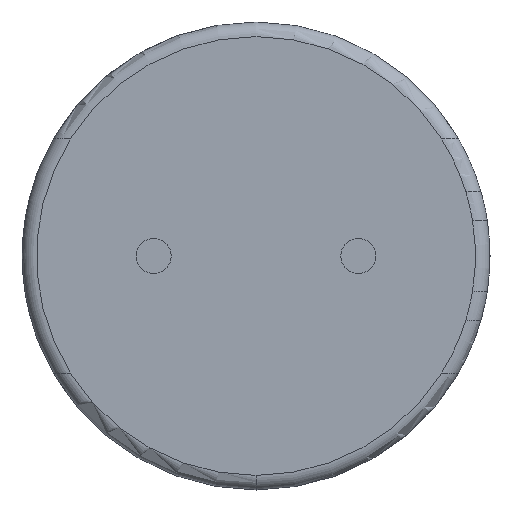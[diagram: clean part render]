
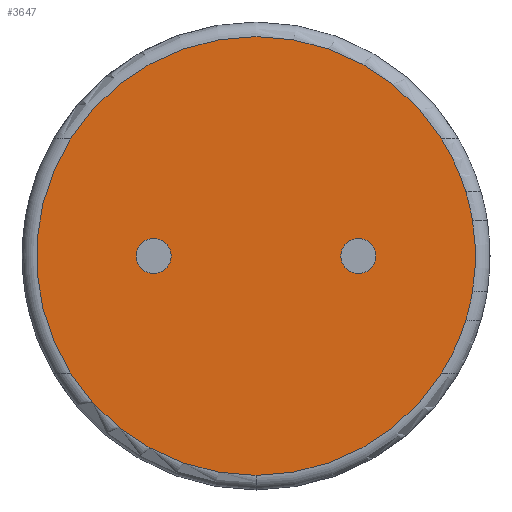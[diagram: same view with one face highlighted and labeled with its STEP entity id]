
A CAD part, front view. The second image highlights one B-rep face of the part: STEP entity #3647.
In plain terms, the highlighted planar face has unit normal (0, -1, 0).
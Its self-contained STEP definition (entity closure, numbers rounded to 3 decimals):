
#320 = PLANE ( 'NONE',  #686 ) ;
#323 = CARTESIAN_POINT ( 'NONE',  ( 0., 0., 0. ) ) ;
#331 = DIRECTION ( 'NONE',  ( 0., -1., 0. ) ) ;
#332 = DIRECTION ( 'NONE',  ( 0., 0., -1. ) ) ;
#342 = CIRCLE ( 'NONE', #901, 3.75 ) ;
#547 = CARTESIAN_POINT ( 'NONE',  ( 0., 0., 0. ) ) ;
#553 = DIRECTION ( 'NONE',  ( 0., -1., 0. ) ) ;
#554 = DIRECTION ( 'NONE',  ( 0., 0., -1. ) ) ;
#558 = CARTESIAN_POINT ( 'NONE',  ( 1.75, 0., 0. ) ) ;
#559 = DIRECTION ( 'NONE',  ( 0., -1., 0. ) ) ;
#560 = DIRECTION ( 'NONE',  ( 0., 0., -1. ) ) ;
#572 = CARTESIAN_POINT ( 'NONE',  ( 0., 0., 0. ) ) ;
#575 = CARTESIAN_POINT ( 'NONE',  ( -1.75, 0., 0. ) ) ;
#578 = CARTESIAN_POINT ( 'NONE',  ( 0., 0., 0. ) ) ;
#579 = DIRECTION ( 'NONE',  ( 0., -1., 0. ) ) ;
#580 = DIRECTION ( 'NONE',  ( 0., 0., -1. ) ) ;
#584 = DIRECTION ( 'NONE',  ( 0., -1., 0. ) ) ;
#585 = DIRECTION ( 'NONE',  ( 0., 0., -1. ) ) ;
#586 = CARTESIAN_POINT ( 'NONE',  ( 0., 0., 0. ) ) ;
#587 = DIRECTION ( 'NONE',  ( 0., -1., 0. ) ) ;
#588 = DIRECTION ( 'NONE',  ( 0., 0., -1. ) ) ;
#593 = DIRECTION ( 'NONE',  ( 0., -1., 0. ) ) ;
#594 = DIRECTION ( 'NONE',  ( 0., 0., -1. ) ) ;
#605 = CARTESIAN_POINT ( 'NONE',  ( 0., 0., 0. ) ) ;
#613 = CARTESIAN_POINT ( 'NONE',  ( 0., 0., 0. ) ) ;
#614 = CARTESIAN_POINT ( 'NONE',  ( 0., 0., 0. ) ) ;
#615 = DIRECTION ( 'NONE',  ( 0., -1., 0. ) ) ;
#616 = DIRECTION ( 'NONE',  ( 0., 0., -1. ) ) ;
#618 = DIRECTION ( 'NONE',  ( 0., -1., 0. ) ) ;
#619 = DIRECTION ( 'NONE',  ( 0., 0., -1. ) ) ;
#620 = DIRECTION ( 'NONE',  ( 0., -1., 0. ) ) ;
#621 = DIRECTION ( 'NONE',  ( 0., 0., -1. ) ) ;
#686 = AXIS2_PLACEMENT_3D ( 'NONE', #323, #331, #332 ) ;
#901 = AXIS2_PLACEMENT_3D ( 'NONE', #614, #620, #621 ) ;
#902 = AXIS2_PLACEMENT_3D ( 'NONE', #605, #618, #619 ) ;
#904 = AXIS2_PLACEMENT_3D ( 'NONE', #613, #615, #616 ) ;
#910 = AXIS2_PLACEMENT_3D ( 'NONE', #586, #593, #594 ) ;
#912 = AXIS2_PLACEMENT_3D ( 'NONE', #575, #584, #585 ) ;
#913 = AXIS2_PLACEMENT_3D ( 'NONE', #578, #587, #588 ) ;
#914 = AXIS2_PLACEMENT_3D ( 'NONE', #572, #579, #580 ) ;
#920 = AXIS2_PLACEMENT_3D ( 'NONE', #558, #559, #560 ) ;
#921 = AXIS2_PLACEMENT_3D ( 'NONE', #547, #553, #554 ) ;
#937 = AXIS2_PLACEMENT_3D ( 'NONE', #2260, #2267, #2266 ) ;
#941 = AXIS2_PLACEMENT_3D ( 'NONE', #2252, #2253, #2254 ) ;
#950 = AXIS2_PLACEMENT_3D ( 'NONE', #2192, #2194, #2195 ) ;
#954 = EDGE_CURVE ( 'NONE', #2318, #2322, #2792, .T. ) ;
#955 = EDGE_CURVE ( 'NONE', #2322, #2340, #2791, .T. ) ;
#977 = EDGE_CURVE ( 'NONE', #2160, #2150, #2860, .T. ) ;
#981 = EDGE_CURVE ( 'NONE', #2152, #2153, #2873, .T. ) ;
#1008 = EDGE_CURVE ( 'NONE', #2187, #2337, #2924, .T. ) ;
#1010 = EDGE_CURVE ( 'NONE', #2153, #2152, #2926, .T. ) ;
#1017 = EDGE_CURVE ( 'NONE', #2371, #2318, #2489, .T. ) ;
#1019 = EDGE_CURVE ( 'NONE', #2150, #2160, #2423, .T. ) ;
#1020 = EDGE_CURVE ( 'NONE', #2304, #2327, #2427, .T. ) ;
#1022 = EDGE_CURVE ( 'NONE', #2340, #2304, #2481, .T. ) ;
#1029 = EDGE_CURVE ( 'NONE', #2334, #2371, #2462, .T. ) ;
#1030 = EDGE_CURVE ( 'NONE', #2337, #2334, #2782, .T. ) ;
#1031 = EDGE_CURVE ( 'NONE', #2327, #2187, #342, .T. ) ;
#1138 = AXIS2_PLACEMENT_3D ( 'NONE', #2335, #2221, #2191 ) ;
#1831 = CARTESIAN_POINT ( 'NONE',  ( -1.75, 0., 0.3 ) ) ;
#1836 = CARTESIAN_POINT ( 'NONE',  ( 1.75, 0., -0.3 ) ) ;
#1838 = CARTESIAN_POINT ( 'NONE',  ( 1.75, 0., 0.3 ) ) ;
#1845 = CARTESIAN_POINT ( 'NONE',  ( -1.75, 0., -0.3 ) ) ;
#1857 = CARTESIAN_POINT ( 'NONE',  ( 3.585, 0., -1.1 ) ) ;
#1877 = CARTESIAN_POINT ( 'NONE',  ( 0., 0., -3.75 ) ) ;
#1891 = CARTESIAN_POINT ( 'NONE',  ( 3.172, 0., 2. ) ) ;
#1896 = CARTESIAN_POINT ( 'NONE',  ( -3.172, 0., 2. ) ) ;
#1901 = CARTESIAN_POINT ( 'NONE',  ( 3.172, 0., -2. ) ) ;
#1908 = CARTESIAN_POINT ( 'NONE',  ( 3.702, 0., 0.6 ) ) ;
#1910 = CARTESIAN_POINT ( 'NONE',  ( 3.702, 0., -0.6 ) ) ;
#1913 = CARTESIAN_POINT ( 'NONE',  ( -3.172, 0., -2. ) ) ;
#1944 = CARTESIAN_POINT ( 'NONE',  ( 3.585, 0., 1.1 ) ) ;
#2150 = VERTEX_POINT ( 'NONE', #1831 ) ;
#2152 = VERTEX_POINT ( 'NONE', #1836 ) ;
#2153 = VERTEX_POINT ( 'NONE', #1838 ) ;
#2160 = VERTEX_POINT ( 'NONE', #1845 ) ;
#2187 = VERTEX_POINT ( 'NONE', #1857 ) ;
#2191 = DIRECTION ( 'NONE',  ( 0., 0., -1. ) ) ;
#2192 = CARTESIAN_POINT ( 'NONE',  ( 0., 0., 0. ) ) ;
#2194 = DIRECTION ( 'NONE',  ( 0., -1., 0. ) ) ;
#2195 = DIRECTION ( 'NONE',  ( 0., 0., -1. ) ) ;
#2221 = DIRECTION ( 'NONE',  ( 0., -1., 0. ) ) ;
#2252 = CARTESIAN_POINT ( 'NONE',  ( -1.75, 0., 0. ) ) ;
#2253 = DIRECTION ( 'NONE',  ( 0., -1., 0. ) ) ;
#2254 = DIRECTION ( 'NONE',  ( 0., 0., -1. ) ) ;
#2260 = CARTESIAN_POINT ( 'NONE',  ( 1.75, 0., 0. ) ) ;
#2266 = DIRECTION ( 'NONE',  ( 0., 0., -1. ) ) ;
#2267 = DIRECTION ( 'NONE',  ( 0., -1., 0. ) ) ;
#2304 = VERTEX_POINT ( 'NONE', #1877 ) ;
#2318 = VERTEX_POINT ( 'NONE', #1891 ) ;
#2322 = VERTEX_POINT ( 'NONE', #1896 ) ;
#2327 = VERTEX_POINT ( 'NONE', #1901 ) ;
#2334 = VERTEX_POINT ( 'NONE', #1908 ) ;
#2335 = CARTESIAN_POINT ( 'NONE',  ( 0., 0., 0. ) ) ;
#2337 = VERTEX_POINT ( 'NONE', #1910 ) ;
#2340 = VERTEX_POINT ( 'NONE', #1913 ) ;
#2371 = VERTEX_POINT ( 'NONE', #1944 ) ;
#2423 = CIRCLE ( 'NONE', #912, 0.3 ) ;
#2427 = CIRCLE ( 'NONE', #913, 3.75 ) ;
#2462 = CIRCLE ( 'NONE', #904, 3.75 ) ;
#2481 = CIRCLE ( 'NONE', #910, 3.75 ) ;
#2489 = CIRCLE ( 'NONE', #914, 3.75 ) ;
#2637 = ORIENTED_EDGE ( 'NONE', *, *, #977, .F. ) ;
#2638 = ORIENTED_EDGE ( 'NONE', *, *, #1019, .F. ) ;
#2639 = ORIENTED_EDGE ( 'NONE', *, *, #1020, .T. ) ;
#2640 = ORIENTED_EDGE ( 'NONE', *, *, #954, .T. ) ;
#2641 = ORIENTED_EDGE ( 'NONE', *, *, #1022, .T. ) ;
#2642 = ORIENTED_EDGE ( 'NONE', *, *, #955, .T. ) ;
#2651 = ORIENTED_EDGE ( 'NONE', *, *, #1017, .T. ) ;
#2652 = ORIENTED_EDGE ( 'NONE', *, *, #1029, .T. ) ;
#2653 = ORIENTED_EDGE ( 'NONE', *, *, #1030, .T. ) ;
#2654 = ORIENTED_EDGE ( 'NONE', *, *, #1008, .T. ) ;
#2655 = ORIENTED_EDGE ( 'NONE', *, *, #1031, .T. ) ;
#2656 = ORIENTED_EDGE ( 'NONE', *, *, #981, .F. ) ;
#2658 = ORIENTED_EDGE ( 'NONE', *, *, #1010, .F. ) ;
#2768 = EDGE_LOOP ( 'NONE', ( #2638, #2637 ) ) ;
#2782 = CIRCLE ( 'NONE', #902, 3.75 ) ;
#2786 = EDGE_LOOP ( 'NONE', ( #2655, #2654, #2653, #2652, #2651, #2640, #2642, #2641, #2639 ) ) ;
#2791 = CIRCLE ( 'NONE', #950, 3.75 ) ;
#2792 = CIRCLE ( 'NONE', #1138, 3.75 ) ;
#2860 = CIRCLE ( 'NONE', #941, 0.3 ) ;
#2873 = CIRCLE ( 'NONE', #937, 0.3 ) ;
#2922 = EDGE_LOOP ( 'NONE', ( #2658, #2656 ) ) ;
#2924 = CIRCLE ( 'NONE', #921, 3.75 ) ;
#2926 = CIRCLE ( 'NONE', #920, 0.3 ) ;
#3257 = FACE_BOUND ( 'NONE', #2922, .T. ) ;
#3272 = FACE_OUTER_BOUND ( 'NONE', #2786, .T. ) ;
#3274 = FACE_BOUND ( 'NONE', #2768, .T. ) ;
#3647 = ADVANCED_FACE ( 'NONE', ( #3257, #3272, #3274 ), #320, .T. ) ;
